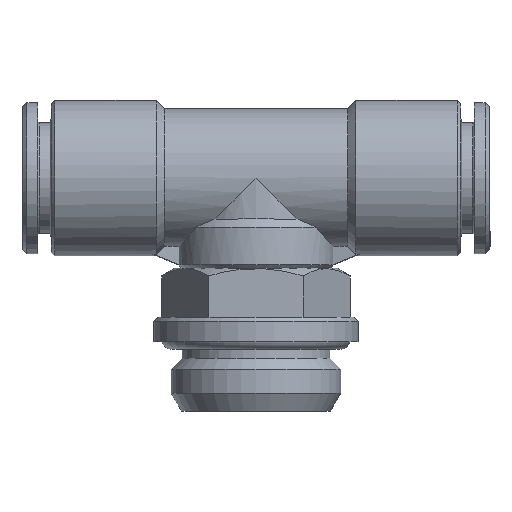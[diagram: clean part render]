
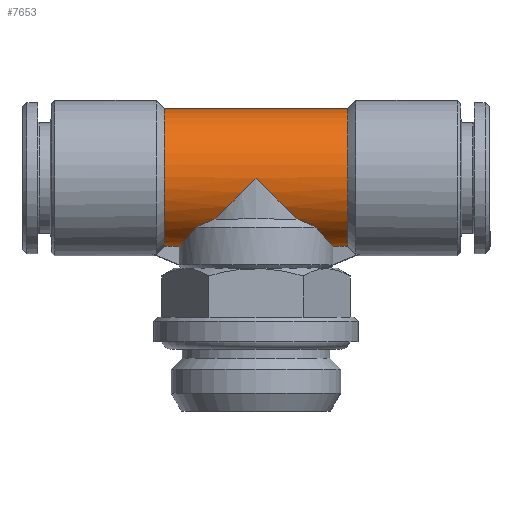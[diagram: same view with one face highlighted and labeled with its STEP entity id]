
A CAD part, top view. The second image highlights one B-rep face of the part: STEP entity #7653.
In plain terms, the highlighted cylindrical face has radius 8.5 mm (diameter 17 mm), a partial arc.
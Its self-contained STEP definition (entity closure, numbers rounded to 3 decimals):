
#29=ELLIPSE('',#7820,12.021,8.5);
#30=ELLIPSE('',#7821,12.021,8.5);
#31=ELLIPSE('',#7835,54.336,8.5);
#33=ELLIPSE('',#7891,12.021,8.5);
#34=ELLIPSE('',#7893,12.021,8.5);
#36=ELLIPSE('',#7964,54.336,8.5);
#38=ELLIPSE('',#7989,54.336,8.5);
#39=ELLIPSE('',#7991,54.336,8.5);
#56=CYLINDRICAL_SURFACE('',#7988,8.5);
#285=B_SPLINE_CURVE_WITH_KNOTS('',3,(#13116,#13117,#13118,#13119),
 .UNSPECIFIED.,.F.,.F.,(4,4),(0.,0.003),
 .UNSPECIFIED.);
#286=B_SPLINE_CURVE_WITH_KNOTS('',3,(#13123,#13124,#13125,#13126),
 .UNSPECIFIED.,.F.,.F.,(4,4),(0.,0.003),
 .UNSPECIFIED.);
#307=B_SPLINE_CURVE_WITH_KNOTS('',3,(#14292,#14293,#14294,#14295),
 .UNSPECIFIED.,.F.,.F.,(4,4),(0.,0.006),
 .UNSPECIFIED.);
#308=B_SPLINE_CURVE_WITH_KNOTS('',3,(#14296,#14297,#14298,#14299,#14300),
 .UNSPECIFIED.,.F.,.F.,(4,1,4),(0.,0.003,
0.006),.UNSPECIFIED.);
#309=B_SPLINE_CURVE_WITH_KNOTS('',3,(#14304,#14305,#14306,#14307,#14308),
 .UNSPECIFIED.,.F.,.F.,(4,1,4),(0.,0.003,
0.006),.UNSPECIFIED.);
#310=B_SPLINE_CURVE_WITH_KNOTS('',3,(#14310,#14311,#14312,#14313),
 .UNSPECIFIED.,.F.,.F.,(4,4),(0.,0.003),
 .UNSPECIFIED.);
#311=B_SPLINE_CURVE_WITH_KNOTS('',3,(#14314,#14315,#14316,#14317),
 .UNSPECIFIED.,.F.,.F.,(4,4),(0.,0.003),
 .UNSPECIFIED.);
#312=B_SPLINE_CURVE_WITH_KNOTS('',3,(#14319,#14320,#14321,#14322),
 .UNSPECIFIED.,.F.,.F.,(4,4),(0.,0.006),
 .UNSPECIFIED.);
#340=CIRCLE('',#7806,8.5);
#384=CIRCLE('',#7990,8.5);
#1348=ORIENTED_EDGE('',*,*,#1969,.T.);
#1349=ORIENTED_EDGE('',*,*,#2577,.T.);
#1350=ORIENTED_EDGE('',*,*,#2578,.F.);
#1351=ORIENTED_EDGE('',*,*,#2579,.F.);
#1352=ORIENTED_EDGE('',*,*,#2330,.F.);
#1353=ORIENTED_EDGE('',*,*,#2332,.F.);
#1354=ORIENTED_EDGE('',*,*,#2580,.F.);
#1355=ORIENTED_EDGE('',*,*,#2581,.F.);
#1356=ORIENTED_EDGE('',*,*,#2093,.T.);
#1357=ORIENTED_EDGE('',*,*,#2582,.F.);
#1358=ORIENTED_EDGE('',*,*,#2583,.F.);
#1359=ORIENTED_EDGE('',*,*,#2576,.F.);
#1360=ORIENTED_EDGE('',*,*,#2463,.F.);
#1361=ORIENTED_EDGE('',*,*,#2029,.F.);
#1362=ORIENTED_EDGE('',*,*,#2028,.F.);
#1363=ORIENTED_EDGE('',*,*,#2465,.F.);
#1364=ORIENTED_EDGE('',*,*,#2575,.F.);
#1365=ORIENTED_EDGE('',*,*,#2531,.F.);
#1969=EDGE_CURVE('',#2737,#2738,#340,.T.);
#2028=EDGE_CURVE('',#2792,#2793,#29,.T.);
#2029=EDGE_CURVE('',#2793,#2791,#30,.T.);
#2093=EDGE_CURVE('',#2852,#2853,#31,.T.);
#2330=EDGE_CURVE('',#3044,#3045,#33,.T.);
#2332=EDGE_CURVE('',#3046,#3044,#34,.T.);
#2463=EDGE_CURVE('',#2791,#3130,#285,.T.);
#2465=EDGE_CURVE('',#3131,#2792,#286,.T.);
#2531=EDGE_CURVE('',#2737,#3165,#36,.T.);
#2575=EDGE_CURVE('',#3165,#3131,#307,.T.);
#2576=EDGE_CURVE('',#3130,#3185,#308,.T.);
#2577=EDGE_CURVE('',#2738,#3186,#38,.T.);
#2578=EDGE_CURVE('',#3187,#3186,#309,.T.);
#2579=EDGE_CURVE('',#3045,#3187,#310,.T.);
#2580=EDGE_CURVE('',#3188,#3046,#311,.T.);
#2581=EDGE_CURVE('',#2852,#3188,#312,.T.);
#2582=EDGE_CURVE('',#3189,#2853,#384,.T.);
#2583=EDGE_CURVE('',#3185,#3189,#39,.T.);
#2737=VERTEX_POINT('',#9293);
#2738=VERTEX_POINT('',#9294);
#2791=VERTEX_POINT('',#9564);
#2792=VERTEX_POINT('',#9565);
#2793=VERTEX_POINT('',#9567);
#2852=VERTEX_POINT('',#10094);
#2853=VERTEX_POINT('',#10095);
#3044=VERTEX_POINT('',#11949);
#3045=VERTEX_POINT('',#11950);
#3046=VERTEX_POINT('',#11952);
#3130=VERTEX_POINT('',#13120);
#3131=VERTEX_POINT('',#13122);
#3165=VERTEX_POINT('',#13794);
#3185=VERTEX_POINT('',#14291);
#3186=VERTEX_POINT('',#14303);
#3187=VERTEX_POINT('',#14309);
#3188=VERTEX_POINT('',#14318);
#3189=VERTEX_POINT('',#14324);
#4490=EDGE_LOOP('',(#1348,#1349,#1350,#1351,#1352,#1353,#1354,#1355,#1356,
#1357,#1358,#1359,#1360,#1361,#1362,#1363,#1364,#1365));
#4882=FACE_BOUND('',#4490,.T.);
#7653=ADVANCED_FACE('',(#4882),#56,.T.);
#7806=AXIS2_PLACEMENT_3D('',#9292,#8139,#8140);
#7820=AXIS2_PLACEMENT_3D('',#9566,#8215,#8216);
#7821=AXIS2_PLACEMENT_3D('',#9568,#8217,#8218);
#7835=AXIS2_PLACEMENT_3D('',#10093,#8290,#8291);
#7891=AXIS2_PLACEMENT_3D('',#11948,#8558,#8559);
#7893=AXIS2_PLACEMENT_3D('',#11953,#8562,#8563);
#7964=AXIS2_PLACEMENT_3D('',#13793,#8829,#8830);
#7988=AXIS2_PLACEMENT_3D('',#14301,#8905,#8906);
#7989=AXIS2_PLACEMENT_3D('',#14302,#8907,#8908);
#7990=AXIS2_PLACEMENT_3D('',#14323,#8909,#8910);
#7991=AXIS2_PLACEMENT_3D('',#14325,#8911,#8912);
#8139=DIRECTION('',(-1.,0.,0.));
#8140=DIRECTION('',(0.,0.,1.));
#8215=DIRECTION('',(-0.707,-0.707,0.));
#8216=DIRECTION('',(0.707,-0.707,0.));
#8217=DIRECTION('',(0.707,-0.707,0.));
#8218=DIRECTION('',(-0.707,-0.707,0.));
#8290=DIRECTION('',(0.156,0.,-0.988));
#8291=DIRECTION('',(0.988,0.,0.156));
#8558=DIRECTION('',(-0.707,-0.707,0.));
#8559=DIRECTION('',(0.707,-0.707,0.));
#8562=DIRECTION('',(0.707,-0.707,0.));
#8563=DIRECTION('',(-0.707,-0.707,0.));
#8829=DIRECTION('',(0.156,0.,-0.988));
#8830=DIRECTION('',(0.988,0.,0.156));
#8905=DIRECTION('',(1.,0.,0.));
#8906=DIRECTION('',(0.,0.,1.));
#8907=DIRECTION('',(-0.156,0.,-0.988));
#8908=DIRECTION('',(0.988,0.,-0.156));
#8909=DIRECTION('',(-1.,0.,0.));
#8910=DIRECTION('',(0.,0.,1.));
#8911=DIRECTION('',(-0.156,0.,-0.988));
#8912=DIRECTION('',(0.988,0.,-0.156));
#9292=CARTESIAN_POINT('',(11.2,0.,0.));
#9293=CARTESIAN_POINT('',(11.2,-8.313,1.774));
#9294=CARTESIAN_POINT('',(11.2,-8.313,-1.774));
#9564=CARTESIAN_POINT('',(-5.,-5.,6.874));
#9565=CARTESIAN_POINT('',(5.,-5.,6.874));
#9566=CARTESIAN_POINT('',(0.,0.,0.));
#9567=CARTESIAN_POINT('',(0.,0.,8.5));
#9568=CARTESIAN_POINT('',(0.,0.,0.));
#10093=CARTESIAN_POINT('',(0.,0.,0.));
#10094=CARTESIAN_POINT('',(-9.383,-8.369,-1.486));
#10095=CARTESIAN_POINT('',(-11.2,-8.313,-1.774));
#11948=CARTESIAN_POINT('',(0.,0.,0.));
#11949=CARTESIAN_POINT('',(0.,0.,-8.5));
#11950=CARTESIAN_POINT('',(5.,-5.,-6.874));
#11952=CARTESIAN_POINT('',(-5.,-5.,-6.874));
#11953=CARTESIAN_POINT('',(0.,0.,0.));
#13116=CARTESIAN_POINT('',(-5.,-5.,6.874));
#13117=CARTESIAN_POINT('',(-5.819,-5.303,6.653));
#13118=CARTESIAN_POINT('',(-6.6,-5.645,6.374));
#13119=CARTESIAN_POINT('',(-7.348,-6.,6.021));
#13120=CARTESIAN_POINT('',(-7.348,-6.,6.021));
#13122=CARTESIAN_POINT('',(7.348,-6.,6.021));
#13123=CARTESIAN_POINT('',(7.348,-6.,6.021));
#13124=CARTESIAN_POINT('',(6.6,-5.645,6.374));
#13125=CARTESIAN_POINT('',(5.819,-5.303,6.653));
#13126=CARTESIAN_POINT('',(5.,-5.,6.874));
#13793=CARTESIAN_POINT('',(0.,0.,0.));
#13794=CARTESIAN_POINT('',(9.383,-8.369,1.486));
#14291=CARTESIAN_POINT('',(-9.383,-8.369,1.486));
#14292=CARTESIAN_POINT('',(9.383,-8.369,1.486));
#14293=CARTESIAN_POINT('',(9.092,-8.042,3.326));
#14294=CARTESIAN_POINT('',(8.292,-7.155,4.87));
#14295=CARTESIAN_POINT('',(7.348,-6.,6.021));
#14296=CARTESIAN_POINT('',(-7.348,-6.,6.021));
#14297=CARTESIAN_POINT('',(-7.82,-6.578,5.445));
#14298=CARTESIAN_POINT('',(-8.688,-7.589,4.11));
#14299=CARTESIAN_POINT('',(-9.237,-8.205,2.408));
#14300=CARTESIAN_POINT('',(-9.383,-8.369,1.486));
#14301=CARTESIAN_POINT('',(-11.484,0.,0.));
#14302=CARTESIAN_POINT('',(0.,0.,0.));
#14303=CARTESIAN_POINT('',(9.383,-8.369,-1.486));
#14304=CARTESIAN_POINT('',(7.348,-6.,-6.021));
#14305=CARTESIAN_POINT('',(7.82,-6.578,-5.445));
#14306=CARTESIAN_POINT('',(8.688,-7.589,-4.11));
#14307=CARTESIAN_POINT('',(9.237,-8.205,-2.408));
#14308=CARTESIAN_POINT('',(9.383,-8.369,-1.486));
#14309=CARTESIAN_POINT('',(7.348,-6.,-6.021));
#14310=CARTESIAN_POINT('',(5.,-5.,-6.874));
#14311=CARTESIAN_POINT('',(5.819,-5.303,-6.653));
#14312=CARTESIAN_POINT('',(6.6,-5.645,-6.374));
#14313=CARTESIAN_POINT('',(7.348,-6.,-6.021));
#14314=CARTESIAN_POINT('',(-7.348,-6.,-6.021));
#14315=CARTESIAN_POINT('',(-6.6,-5.645,-6.374));
#14316=CARTESIAN_POINT('',(-5.819,-5.303,-6.653));
#14317=CARTESIAN_POINT('',(-5.,-5.,-6.874));
#14318=CARTESIAN_POINT('',(-7.348,-6.,-6.021));
#14319=CARTESIAN_POINT('',(-9.383,-8.369,-1.486));
#14320=CARTESIAN_POINT('',(-9.092,-8.042,-3.326));
#14321=CARTESIAN_POINT('',(-8.292,-7.155,-4.87));
#14322=CARTESIAN_POINT('',(-7.348,-6.,-6.021));
#14323=CARTESIAN_POINT('',(-11.2,0.,0.));
#14324=CARTESIAN_POINT('',(-11.2,-8.313,1.774));
#14325=CARTESIAN_POINT('',(0.,0.,0.));
